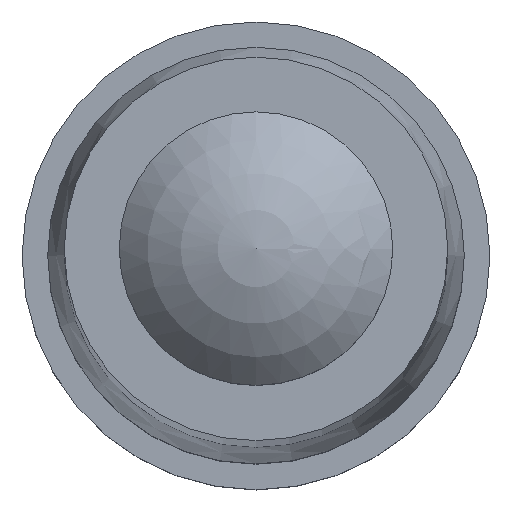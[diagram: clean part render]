
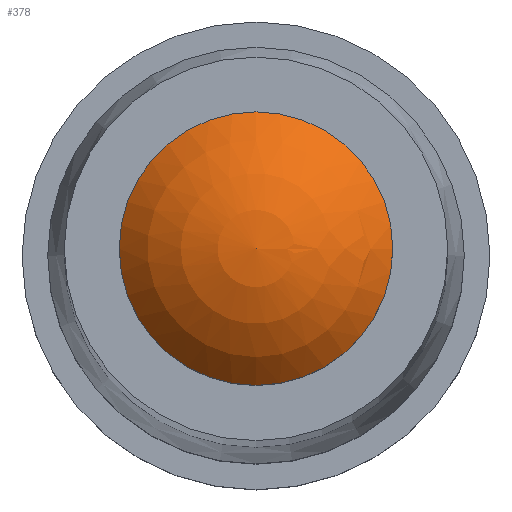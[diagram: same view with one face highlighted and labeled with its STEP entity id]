
A CAD part, top view. The second image highlights one B-rep face of the part: STEP entity #378.
In plain terms, the highlighted spherical face has radius 0.7 mm.
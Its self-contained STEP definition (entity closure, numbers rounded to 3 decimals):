
#317 = CYLINDRICAL_SURFACE('',#318,0.535);
#318 = AXIS2_PLACEMENT_3D('',#319,#320,#321);
#319 = CARTESIAN_POINT('',(0.,0.,16.2));
#320 = DIRECTION('',(0.,0.,1.));
#321 = DIRECTION('',(1.,0.,0.));
#333 = VERTEX_POINT('',#334);
#334 = CARTESIAN_POINT('',(0.535,0.,16.651));
#353 = EDGE_CURVE('',#333,#333,#354,.T.);
#354 = SURFACE_CURVE('',#355,(#360,#366),.PCURVE_S1.);
#355 = CIRCLE('',#356,0.535);
#356 = AXIS2_PLACEMENT_3D('',#357,#358,#359);
#357 = CARTESIAN_POINT('',(0.,0.,16.651));
#358 = DIRECTION('',(0.,0.,-1.));
#359 = DIRECTION('',(1.,0.,0.));
#360 = PCURVE('',#317,#361);
#361 = DEFINITIONAL_REPRESENTATION('',(#362),#365);
#362 = B_SPLINE_CURVE_WITH_KNOTS('',1,(#363,#364),.UNSPECIFIED.,.F.,.F.,
  (2,2),(0.,6.283),.PIECEWISE_BEZIER_KNOTS.);
#363 = CARTESIAN_POINT('',(0.,0.451));
#364 = CARTESIAN_POINT('',(-6.283,0.451));
#365 = ( GEOMETRIC_REPRESENTATION_CONTEXT(2) 
PARAMETRIC_REPRESENTATION_CONTEXT() REPRESENTATION_CONTEXT('2D SPACE',''
  ) );
#366 = PCURVE('',#367,#372);
#367 = SPHERICAL_SURFACE('',#368,0.7);
#368 = AXIS2_PLACEMENT_3D('',#369,#370,#371);
#369 = CARTESIAN_POINT('',(0.,0.,16.2));
#370 = DIRECTION('',(0.,0.,1.));
#371 = DIRECTION('',(1.,0.,0.));
#372 = DEFINITIONAL_REPRESENTATION('',(#373),#376);
#373 = B_SPLINE_CURVE_WITH_KNOTS('',1,(#374,#375),.UNSPECIFIED.,.F.,.F.,
  (2,2),(0.,6.283),.PIECEWISE_BEZIER_KNOTS.);
#374 = CARTESIAN_POINT('',(0.,0.701));
#375 = CARTESIAN_POINT('',(-6.283,0.701));
#376 = ( GEOMETRIC_REPRESENTATION_CONTEXT(2) 
PARAMETRIC_REPRESENTATION_CONTEXT() REPRESENTATION_CONTEXT('2D SPACE',''
  ) );
#378 = ADVANCED_FACE('',(#379),#367,.T.);
#379 = FACE_BOUND('',#380,.F.);
#380 = EDGE_LOOP('',(#381,#382,#404));
#381 = ORIENTED_EDGE('',*,*,#353,.T.);
#382 = ORIENTED_EDGE('',*,*,#383,.T.);
#383 = EDGE_CURVE('',#333,#384,#386,.T.);
#384 = VERTEX_POINT('',#385);
#385 = CARTESIAN_POINT('',(0.,0.,16.9));
#386 = SEAM_CURVE('',#387,(#392,#398),.PCURVE_S1.);
#387 = CIRCLE('',#388,0.7);
#388 = AXIS2_PLACEMENT_3D('',#389,#390,#391);
#389 = CARTESIAN_POINT('',(0.,0.,16.2));
#390 = DIRECTION('',(0.,-1.,0.));
#391 = DIRECTION('',(1.,0.,0.));
#392 = PCURVE('',#367,#393);
#393 = DEFINITIONAL_REPRESENTATION('',(#394),#397);
#394 = B_SPLINE_CURVE_WITH_KNOTS('',1,(#395,#396),.UNSPECIFIED.,.F.,.F.,
  (2,2),(0.701,1.571),.PIECEWISE_BEZIER_KNOTS.);
#395 = CARTESIAN_POINT('',(0.,0.701));
#396 = CARTESIAN_POINT('',(0.,1.571));
#397 = ( GEOMETRIC_REPRESENTATION_CONTEXT(2) 
PARAMETRIC_REPRESENTATION_CONTEXT() REPRESENTATION_CONTEXT('2D SPACE',''
  ) );
#398 = PCURVE('',#367,#399);
#399 = DEFINITIONAL_REPRESENTATION('',(#400),#403);
#400 = B_SPLINE_CURVE_WITH_KNOTS('',1,(#401,#402),.UNSPECIFIED.,.F.,.F.,
  (2,2),(0.701,1.571),.PIECEWISE_BEZIER_KNOTS.);
#401 = CARTESIAN_POINT('',(-6.283,0.701));
#402 = CARTESIAN_POINT('',(-6.283,1.571));
#403 = ( GEOMETRIC_REPRESENTATION_CONTEXT(2) 
PARAMETRIC_REPRESENTATION_CONTEXT() REPRESENTATION_CONTEXT('2D SPACE',''
  ) );
#404 = ORIENTED_EDGE('',*,*,#383,.F.);
